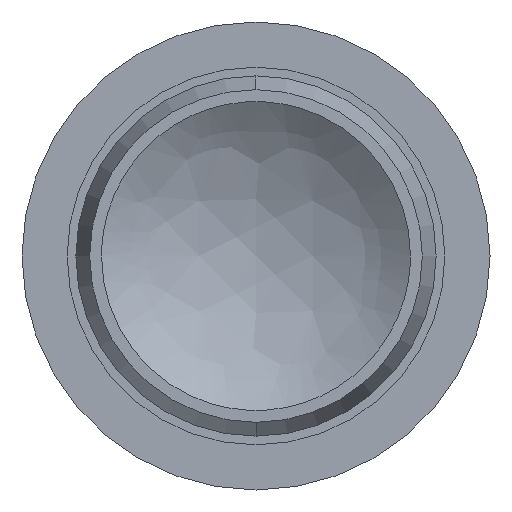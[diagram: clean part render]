
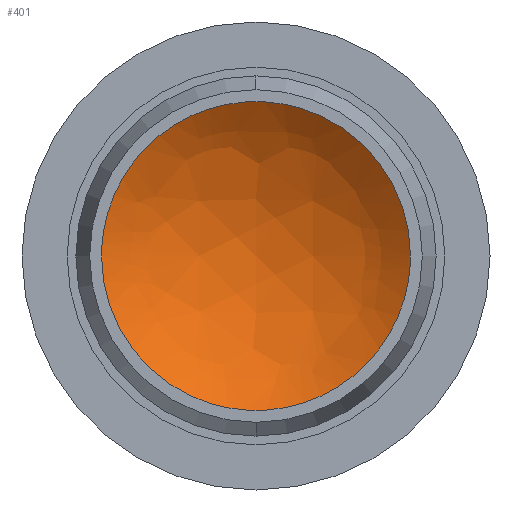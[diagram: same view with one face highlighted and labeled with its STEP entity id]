
A CAD part, left-side view. The second image highlights one B-rep face of the part: STEP entity #401.
In plain terms, the highlighted free-form (B-spline) face has degree [3, 3] with [4, 4] control points.
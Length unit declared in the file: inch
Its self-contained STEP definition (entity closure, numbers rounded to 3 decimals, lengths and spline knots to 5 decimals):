
#1 = CARTESIAN_POINT ( 'NONE',  ( -0.25, 0.05842, -0.02882 ) ) ;
#6 = CARTESIAN_POINT ( 'NONE',  ( -0.25, -0.05842, 0.02882 ) ) ;
#8 = CARTESIAN_POINT ( 'NONE',  ( -0.25, 0.03256, 0.05641 ) ) ;
#29 = CARTESIAN_POINT ( 'NONE',  ( -0.25, -0.02089, -0.0617 ) ) ;
#30 = CARTESIAN_POINT ( 'NONE',  ( -0.24349, -0.06566, 0.02016 ) ) ;
#31 = CARTESIAN_POINT ( 'NONE',  ( -0.25, 0.06293, -0.01682 ) ) ;
#37 = CARTESIAN_POINT ( 'NONE',  ( -0.25, -0.0517, 0.03962 ) ) ;
#39 = CARTESIAN_POINT ( 'NONE',  ( -0.25, 0.04289, 0.04903 ) ) ;
#45 = CARTESIAN_POINT ( 'NONE',  ( -0.25, -0.052, -0.03993 ) ) ;
#51 = VERTEX_POINT ( 'NONE', #299 ) ;
#55 = CARTESIAN_POINT ( 'NONE',  ( -0.25, -0.065, 0. ) ) ;
#56 = B_SPLINE_CURVE_WITH_KNOTS ( 'NONE', 3,
 ( #413, #76, #331, #31, #292, #1, #254, #493, #210, #453, #162, #410, #119, #367, #72, #328, #29, #288, #86, #385, #300, #45, #343, #92, #228, #55 ),
 .UNSPECIFIED., .F., .F.,
 ( 4, 2, 2, 2, 2, 2, 2, 2, 2, 2, 2, 2, 4 ),
 ( 0.00516, 0.00548, 0.00581, 0.00613, 0.00645, 0.0071, 0.00774, 0.00806, 0.00839, 0.00871, 0.00903, 0.00968, 0.01032 ),
 .UNSPECIFIED. ) ;
#72 = CARTESIAN_POINT ( 'NONE',  ( -0.25, -0.0085, -0.06458 ) ) ;
#74 = CARTESIAN_POINT ( 'NONE',  ( -0.24378, -0.02555, -0.07143 ) ) ;
#75 = CARTESIAN_POINT ( 'NONE',  ( -0.24349, 0.06566, -0.02016 ) ) ;
#76 = CARTESIAN_POINT ( 'NONE',  ( -0.25, 0.065, -0.00429 ) ) ;
#79 = CARTESIAN_POINT ( 'NONE',  ( -0.25, -0.03996, 0.05196 ) ) ;
#82 = CARTESIAN_POINT ( 'NONE',  ( -0.25, 0.05677, 0.03278 ) ) ;
#86 = CARTESIAN_POINT ( 'NONE',  ( -0.25, -0.03256, -0.05641 ) ) ;
#92 = CARTESIAN_POINT ( 'NONE',  ( -0.25, -0.06331, -0.01703 ) ) ;
#113 = CARTESIAN_POINT ( 'NONE',  ( -0.24349, 0.06566, 0.02016 ) ) ;
#119 = CARTESIAN_POINT ( 'NONE',  ( -0.25, 0.00852, -0.06499 ) ) ;
#120 = CARTESIAN_POINT ( 'NONE',  ( -0.20916, -0.02555, 0.02783 ) ) ;
#121 = EDGE_CURVE ( 'NONE', #123, #51, #56, .T. ) ;
#123 = VERTEX_POINT ( 'NONE', #354 ) ;
#129 = CARTESIAN_POINT ( 'NONE',  ( -0.25, -0.01707, 0.06329 ) ) ;
#132 = CARTESIAN_POINT ( 'NONE',  ( -0.25, 0.065, 0.00859 ) ) ;
#162 = CARTESIAN_POINT ( 'NONE',  ( -0.25, 0.03271, -0.0568 ) ) ;
#166 = CARTESIAN_POINT ( 'NONE',  ( -0.24378, 0.02555, 0.07143 ) ) ;
#172 = CARTESIAN_POINT ( 'NONE',  ( -0.25, 0.00419, 0.065 ) ) ;
#190 = FACE_OUTER_BOUND ( 'NONE', #198, .T. ) ;
#197 = ORIENTED_EDGE ( 'NONE', *, *, #403, .T. ) ;
#198 = EDGE_LOOP ( 'NONE', ( #197, #337 ) ) ;
#210 = CARTESIAN_POINT ( 'NONE',  ( -0.25, 0.04896, -0.04296 ) ) ;
#211 = CARTESIAN_POINT ( 'NONE',  ( -0.20916, 0.02555, -0.02783 ) ) ;
#216 = CARTESIAN_POINT ( 'NONE',  ( -0.25, -0.06458, 0.00852 ) ) ;
#219 = CARTESIAN_POINT ( 'NONE',  ( -0.25, 0.01684, 0.06293 ) ) ;
#228 = CARTESIAN_POINT ( 'NONE',  ( -0.25, -0.065, -0.00859 ) ) ;
#254 = CARTESIAN_POINT ( 'NONE',  ( -0.25, 0.05642, -0.03255 ) ) ;
#256 = CARTESIAN_POINT ( 'NONE',  ( -0.24378, -0.02555, 0.07143 ) ) ;
#260 = CARTESIAN_POINT ( 'NONE',  ( -0.25, -0.06168, 0.02095 ) ) ;
#264 = CARTESIAN_POINT ( 'NONE',  ( -0.25, 0.02876, 0.05845 ) ) ;
#288 = CARTESIAN_POINT ( 'NONE',  ( -0.25, -0.02876, -0.05845 ) ) ;
#290 = CARTESIAN_POINT ( 'NONE',  ( -0.24349, -0.06566, -0.02016 ) ) ;
#292 = CARTESIAN_POINT ( 'NONE',  ( -0.25, 0.06168, -0.02095 ) ) ;
#295 = CARTESIAN_POINT ( 'NONE',  ( -0.25, -0.05642, 0.03255 ) ) ;
#298 = CARTESIAN_POINT ( 'NONE',  ( -0.25, 0.03961, 0.05171 ) ) ;
#299 = CARTESIAN_POINT ( 'NONE',  ( -0.25, -0.065, 0. ) ) ;
#300 = CARTESIAN_POINT ( 'NONE',  ( -0.25, -0.04289, -0.04903 ) ) ;
#328 = CARTESIAN_POINT ( 'NONE',  ( -0.25, -0.01684, -0.06293 ) ) ;
#330 = CARTESIAN_POINT ( 'NONE',  ( -0.26856, -0.06566, 0.05175 ) ) ;
#331 = CARTESIAN_POINT ( 'NONE',  ( -0.25, 0.06458, -0.00852 ) ) ;
#332 = CARTESIAN_POINT ( 'NONE',  ( -0.26856, 0.06566, -0.05175 ) ) ;
#336 = CARTESIAN_POINT ( 'NONE',  ( -0.25, -0.065, 0. ) ) ;
#337 = ORIENTED_EDGE ( 'NONE', *, *, #121, .T. ) ;
#339 = CARTESIAN_POINT ( 'NONE',  ( -0.25, -0.04896, 0.04296 ) ) ;
#342 = CARTESIAN_POINT ( 'NONE',  ( -0.25, 0.052, 0.03993 ) ) ;
#343 = CARTESIAN_POINT ( 'NONE',  ( -0.25, -0.05677, -0.03278 ) ) ;
#354 = CARTESIAN_POINT ( 'NONE',  ( -0.25, 0.065, 0. ) ) ;
#356 = B_SPLINE_CURVE_WITH_KNOTS ( 'NONE', 3,
 ( #336, #373, #216, #500, #260, #6, #295, #37, #339, #79, #375, #129, #423, #172, #461, #219, #502, #264, #8, #298, #39, #342, #82, #377, #132, #426 ),
 .UNSPECIFIED., .F., .F.,
 ( 4, 2, 2, 2, 2, 2, 2, 2, 2, 2, 2, 2, 4 ),
 ( 0., 0.00032, 0.00065, 0.00097, 0.00129, 0.00194, 0.00258, 0.0029, 0.00323, 0.00355, 0.00387, 0.00452, 0.00516 ),
 .UNSPECIFIED. ) ;
#367 = CARTESIAN_POINT ( 'NONE',  ( -0.25, -0.00419, -0.065 ) ) ;
#369 = CARTESIAN_POINT ( 'NONE',  ( -0.20916, -0.02555, -0.02783 ) ) ;
#371 = CARTESIAN_POINT ( 'NONE',  ( -0.24378, 0.02555, -0.07143 ) ) ;
#373 = CARTESIAN_POINT ( 'NONE',  ( -0.25, -0.065, 0.00429 ) ) ;
#375 = CARTESIAN_POINT ( 'NONE',  ( -0.25, -0.03271, 0.0568 ) ) ;
#377 = CARTESIAN_POINT ( 'NONE',  ( -0.25, 0.06331, 0.01703 ) ) ;
#385 = CARTESIAN_POINT ( 'NONE',  ( -0.25, -0.03961, -0.05171 ) ) ;
#401 = ADVANCED_FACE ( 'NONE', ( #190 ), #404, .F. ) ;
#403 = EDGE_CURVE ( 'NONE', #51, #123, #356, .T. ) ;
#404 =( BOUNDED_SURFACE ( )  B_SPLINE_SURFACE ( 3, 3, ( 
 ( #495, #113, #75, #332 ),
 ( #166, #454, #211, #371 ),
 ( #256, #120, #369, #74 ),
 ( #330, #30, #290, #534 ) ),
 .UNSPECIFIED., .F., .F., .F. ) 
 B_SPLINE_SURFACE_WITH_KNOTS ( ( 4, 4 ),
 ( 4, 4 ),
 ( 0., 1. ),
 ( 0., 1. ),
 .UNSPECIFIED. ) 
 GEOMETRIC_REPRESENTATION_ITEM ( )  RATIONAL_B_SPLINE_SURFACE ( (
 ( 1., 0.855, 0.855, 1.),
 ( 0.857, 0.733, 0.733, 0.857),
 ( 0.857, 0.733, 0.733, 0.857),
 ( 1., 0.855, 0.855, 1.) ) ) 
 REPRESENTATION_ITEM ( '' )  SURFACE ( )  );
#410 = CARTESIAN_POINT ( 'NONE',  ( -0.25, 0.01707, -0.06329 ) ) ;
#413 = CARTESIAN_POINT ( 'NONE',  ( -0.25, 0.065, 0. ) ) ;
#423 = CARTESIAN_POINT ( 'NONE',  ( -0.25, -0.00852, 0.06499 ) ) ;
#426 = CARTESIAN_POINT ( 'NONE',  ( -0.25, 0.065, 0. ) ) ;
#453 = CARTESIAN_POINT ( 'NONE',  ( -0.25, 0.03996, -0.05196 ) ) ;
#454 = CARTESIAN_POINT ( 'NONE',  ( -0.20916, 0.02555, 0.02783 ) ) ;
#461 = CARTESIAN_POINT ( 'NONE',  ( -0.25, 0.0085, 0.06458 ) ) ;
#493 = CARTESIAN_POINT ( 'NONE',  ( -0.25, 0.0517, -0.03962 ) ) ;
#495 = CARTESIAN_POINT ( 'NONE',  ( -0.26856, 0.06566, 0.05175 ) ) ;
#500 = CARTESIAN_POINT ( 'NONE',  ( -0.25, -0.06293, 0.01682 ) ) ;
#502 = CARTESIAN_POINT ( 'NONE',  ( -0.25, 0.02089, 0.0617 ) ) ;
#534 = CARTESIAN_POINT ( 'NONE',  ( -0.26856, -0.06566, -0.05175 ) ) ;
